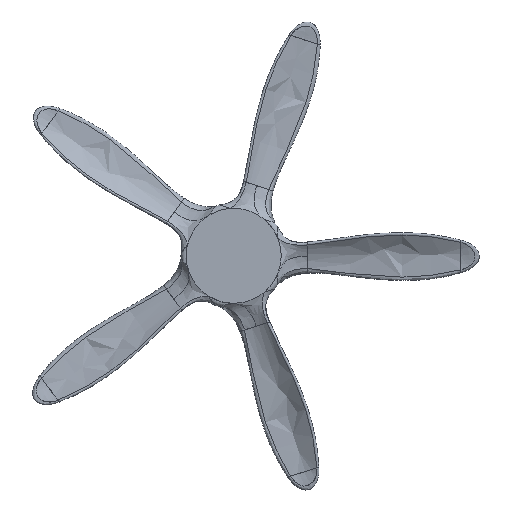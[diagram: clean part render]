
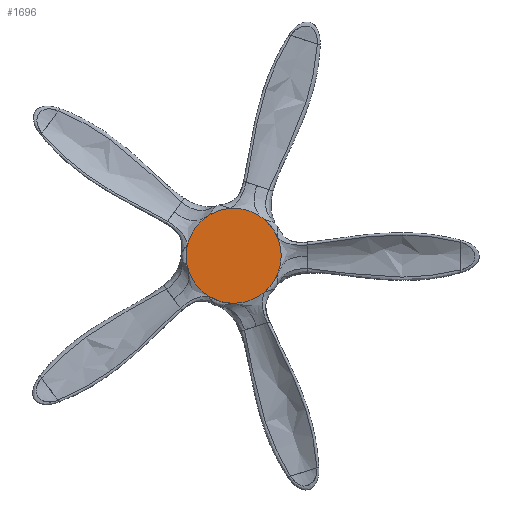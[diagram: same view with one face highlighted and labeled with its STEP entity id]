
A CAD part, front view. The second image highlights one B-rep face of the part: STEP entity #1696.
In plain terms, the highlighted planar face has unit normal (0, -1, 0).
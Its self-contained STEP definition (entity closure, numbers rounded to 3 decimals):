
#130=PLANE('',#1981);
#159=CIRCLE('',#1980,180.);
#567=ORIENTED_EDGE('',*,*,#903,.T.);
#903=EDGE_CURVE('',#1131,#1131,#159,.T.);
#1131=VERTEX_POINT('',#9721);
#1423=EDGE_LOOP('',(#567));
#1532=FACE_BOUND('',#1423,.T.);
#1696=ADVANCED_FACE('',(#1532),#130,.T.);
#1980=AXIS2_PLACEMENT_3D('',#9720,#2080,#2081);
#1981=AXIS2_PLACEMENT_3D('',#9722,#2082,#2083);
#2080=DIRECTION('',(0.,-1.,0.));
#2081=DIRECTION('',(1.,0.,0.));
#2082=DIRECTION('',(0.,-1.,0.));
#2083=DIRECTION('',(1.,0.,0.));
#9720=CARTESIAN_POINT('',(0.,-253.219,0.));
#9721=CARTESIAN_POINT('',(180.,-253.219,0.));
#9722=CARTESIAN_POINT('',(-37.198,-253.219,-65.44));
